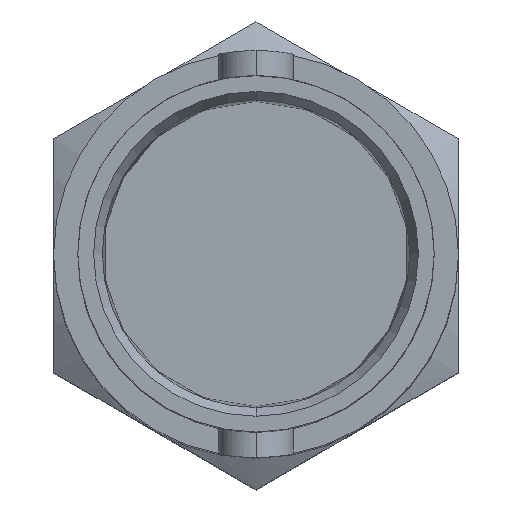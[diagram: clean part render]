
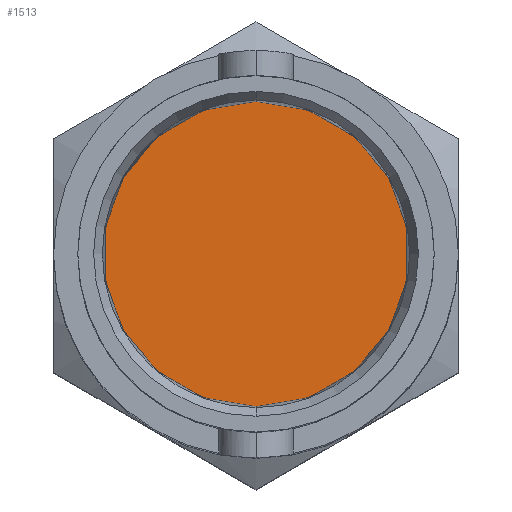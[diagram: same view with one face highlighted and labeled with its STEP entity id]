
A CAD part, top view. The second image highlights one B-rep face of the part: STEP entity #1513.
In plain terms, the highlighted planar face has unit normal (0, 0, 1).
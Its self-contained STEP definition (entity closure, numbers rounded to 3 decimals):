
#41 = CIRCLE ( 'NONE', #381, 4.144 ) ;
#150 = DIRECTION ( 'NONE',  ( -1., 0., 0. ) ) ;
#192 = DIRECTION ( 'NONE',  ( 0., 0., -1. ) ) ;
#313 = CARTESIAN_POINT ( 'NONE',  ( 0., 0., -2.594 ) ) ;
#325 = VERTEX_POINT ( 'NONE', #2062 ) ;
#381 = AXIS2_PLACEMENT_3D ( 'NONE', #1618, #624, #1809 ) ;
#393 = CIRCLE ( 'NONE', #450, 4.144 ) ;
#450 = AXIS2_PLACEMENT_3D ( 'NONE', #313, #1188, #848 ) ;
#462 = EDGE_CURVE ( 'NONE', #325, #606, #41, .T. ) ;
#606 = VERTEX_POINT ( 'NONE', #1677 ) ;
#623 = ORIENTED_EDGE ( 'NONE', *, *, #462, .T. ) ;
#624 = DIRECTION ( 'NONE',  ( 0., 0., 1. ) ) ;
#749 = EDGE_CURVE ( 'NONE', #606, #325, #393, .T. ) ;
#803 = PLANE ( 'NONE',  #1882 ) ;
#848 = DIRECTION ( 'NONE',  ( -1., 0., 0. ) ) ;
#1001 = EDGE_LOOP ( 'NONE', ( #623, #1705 ) ) ;
#1188 = DIRECTION ( 'NONE',  ( 0., 0., 1. ) ) ;
#1324 = CARTESIAN_POINT ( 'NONE',  ( 0., 0., -2.594 ) ) ;
#1513 = ADVANCED_FACE ( 'NONE', ( #1973 ), #803, .F. ) ;
#1618 = CARTESIAN_POINT ( 'NONE',  ( 0., 0., -2.594 ) ) ;
#1677 = CARTESIAN_POINT ( 'NONE',  ( 0., 4.144, -2.594 ) ) ;
#1705 = ORIENTED_EDGE ( 'NONE', *, *, #749, .T. ) ;
#1809 = DIRECTION ( 'NONE',  ( -1., 0., 0. ) ) ;
#1882 = AXIS2_PLACEMENT_3D ( 'NONE', #1324, #192, #150 ) ;
#1973 = FACE_OUTER_BOUND ( 'NONE', #1001, .T. ) ;
#2062 = CARTESIAN_POINT ( 'NONE',  ( 0., -4.144, -2.594 ) ) ;
